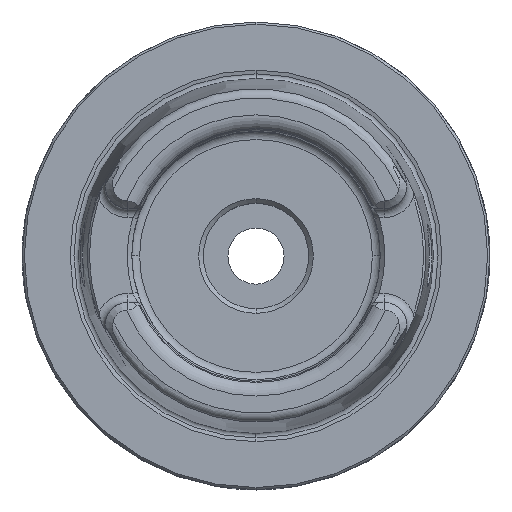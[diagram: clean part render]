
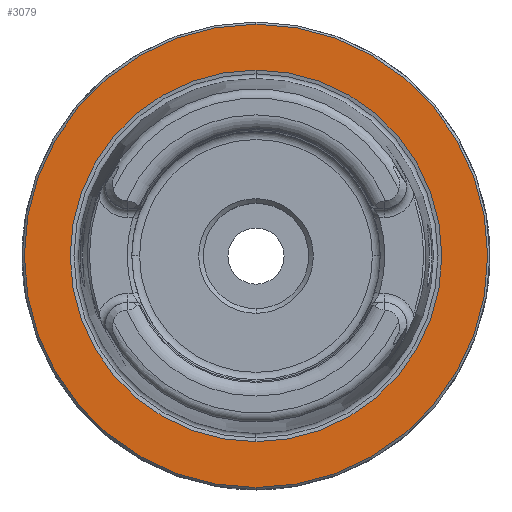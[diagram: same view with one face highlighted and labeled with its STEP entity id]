
A CAD part, top view. The second image highlights one B-rep face of the part: STEP entity #3079.
In plain terms, the highlighted planar face has unit normal (0, 0, 1).
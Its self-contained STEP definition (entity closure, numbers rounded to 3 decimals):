
#1707=EDGE_CURVE('NONE',#2533,#3977,#4745,.T.);
#2473=EDGE_CURVE('NONE',#3977,#2533,#5594,.T.);
#2533=VERTEX_POINT('NONE',#5657);
#2923=VERTEX_POINT('NONE',#6089);
#3079=ADVANCED_FACE('NONE',(#6256,#6257),#6258,.F.);
#3351=EDGE_CURVE('NONE',#4427,#2923,#6554,.T.);
#3951=EDGE_CURVE('NONE',#2923,#4427,#7216,.F.);
#3977=VERTEX_POINT('NONE',#7243);
#4427=VERTEX_POINT('NONE',#7735);
#4745=CIRCLE('',#8457,49.495);
#5594=CIRCLE('',#10735,49.495);
#5657=CARTESIAN_POINT('',(0.0,-49.495,0.));
#6089=CARTESIAN_POINT('',(0.0,39.697,0.));
#6256=FACE_OUTER_BOUND('',#12225,.T.);
#6257=FACE_BOUND('',#12226,.T.);
#6258=PLANE('',#12227);
#6554=CIRCLE('',#12940,39.697);
#7216=CIRCLE('',#14445,39.697);
#7243=CARTESIAN_POINT('',(0.,49.495,0.));
#7735=CARTESIAN_POINT('',(0.,-39.697,0.));
#8457=AXIS2_PLACEMENT_3D('',#16320,#16321,#16322);
#10735=AXIS2_PLACEMENT_3D('',#17330,#17331,#17332);
#12225=EDGE_LOOP('',(#18065,#18066));
#12226=EDGE_LOOP('',(#18067,#18068));
#12227=AXIS2_PLACEMENT_3D('',#18069,#18070,#18071);
#12940=AXIS2_PLACEMENT_3D('',#18381,#18382,#18383);
#14445=AXIS2_PLACEMENT_3D('',#19117,#19118,#19119);
#16320=CARTESIAN_POINT('',(0.0,0.,0.));
#16321=DIRECTION('',(0.0,0.0,1.0));
#16322=DIRECTION('',(0.0,-1.0,0.0));
#17330=CARTESIAN_POINT('',(0.0,0.,0.));
#17331=DIRECTION('',(0.0,0.0,1.0));
#17332=DIRECTION('',(0.0,-1.0,0.0));
#18065=ORIENTED_EDGE('',*,*,#1707,.T.);
#18066=ORIENTED_EDGE('',*,*,#2473,.T.);
#18067=ORIENTED_EDGE('',*,*,#3951,.F.);
#18068=ORIENTED_EDGE('',*,*,#3351,.F.);
#18069=CARTESIAN_POINT('',(0.0,-38.483,0.));
#18070=DIRECTION('',(0.0,0.0,-1.0));
#18071=DIRECTION('',(0.0,-1.0,0.0));
#18381=CARTESIAN_POINT('',(0.0,0.,0.));
#18382=DIRECTION('',(0.0,0.0,1.0));
#18383=DIRECTION('',(0.0,1.0,-0.0));
#19117=CARTESIAN_POINT('',(0.0,0.,0.));
#19118=DIRECTION('',(0.0,0.0,-1.0));
#19119=DIRECTION('',(0.0,1.0,0.0));
